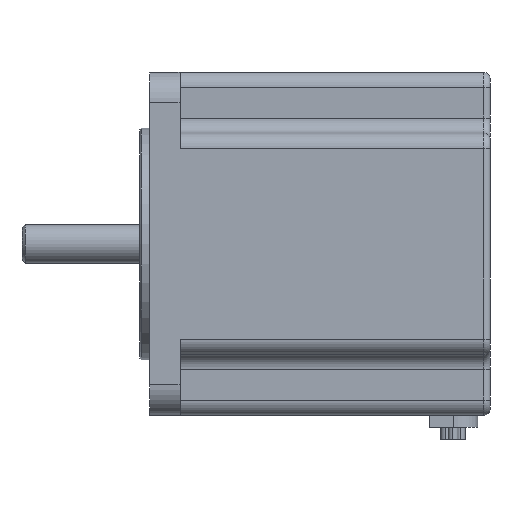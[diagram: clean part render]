
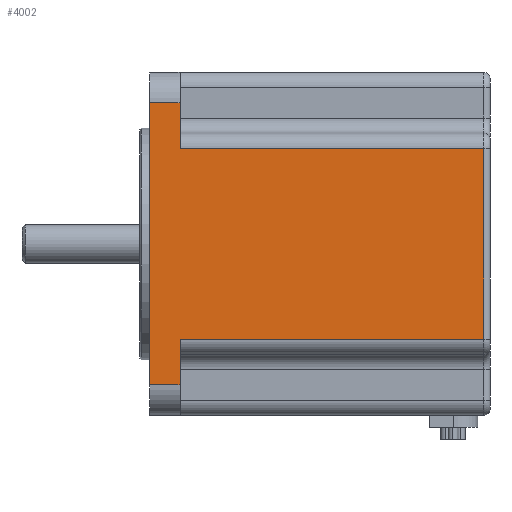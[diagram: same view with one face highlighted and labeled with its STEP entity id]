
A CAD part, left-side view. The second image highlights one B-rep face of the part: STEP entity #4002.
In plain terms, the highlighted planar face has unit normal (-1, 0, 0).
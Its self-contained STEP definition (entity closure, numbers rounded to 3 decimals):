
#19 = CARTESIAN_POINT ( 'NONE',  ( -28.2, 56., 23.2 ) ) ;
#49 = EDGE_CURVE ( 'NONE', #63, #2628, #764, .T. ) ;
#63 = VERTEX_POINT ( 'NONE', #822 ) ;
#276 = VECTOR ( 'NONE', #823, 1000. ) ;
#277 = CARTESIAN_POINT ( 'NONE',  ( -28.2, 51., -28.2 ) ) ;
#334 = CARTESIAN_POINT ( 'NONE',  ( -28.2, 56., 23.2 ) ) ;
#497 = VERTEX_POINT ( 'NONE', #798 ) ;
#508 = ORIENTED_EDGE ( 'NONE', *, *, #49, .T. ) ;
#550 = VERTEX_POINT ( 'NONE', #3895 ) ;
#730 = DIRECTION ( 'NONE',  ( 0., 0., 1. ) ) ;
#764 = LINE ( 'NONE', #2646, #2994 ) ;
#766 = AXIS2_PLACEMENT_3D ( 'NONE', #1438, #1830, #3010 ) ;
#798 = CARTESIAN_POINT ( 'NONE',  ( -28.2, 51., -23.2 ) ) ;
#822 = CARTESIAN_POINT ( 'NONE',  ( -28.2, 1., -15.7 ) ) ;
#823 = DIRECTION ( 'NONE',  ( 0., 0., -1. ) ) ;
#875 = PLANE ( 'NONE',  #766 ) ;
#905 = DIRECTION ( 'NONE',  ( 0., -1., 0. ) ) ;
#938 = EDGE_CURVE ( 'NONE', #3821, #497, #2236, .T. ) ;
#963 = DIRECTION ( 'NONE',  ( 0., 0., -1. ) ) ;
#1038 = LINE ( 'NONE', #19, #3535 ) ;
#1059 = ORIENTED_EDGE ( 'NONE', *, *, #3424, .T. ) ;
#1113 = CARTESIAN_POINT ( 'NONE',  ( -28.2, 56., 15.7 ) ) ;
#1165 = ORIENTED_EDGE ( 'NONE', *, *, #3083, .F. ) ;
#1422 = EDGE_LOOP ( 'NONE', ( #1059, #508, #2363, #1691, #1767, #1165, #3111, #1990 ) ) ;
#1438 = CARTESIAN_POINT ( 'NONE',  ( -28.2, 56., 23.2 ) ) ;
#1473 = VERTEX_POINT ( 'NONE', #2387 ) ;
#1512 = FACE_OUTER_BOUND ( 'NONE', #1422, .T. ) ;
#1529 = LINE ( 'NONE', #334, #1571 ) ;
#1549 = CARTESIAN_POINT ( 'NONE',  ( -28.2, 51., 23.2 ) ) ;
#1571 = VECTOR ( 'NONE', #730, 1000. ) ;
#1691 = ORIENTED_EDGE ( 'NONE', *, *, #3149, .F. ) ;
#1767 = ORIENTED_EDGE ( 'NONE', *, *, #3134, .F. ) ;
#1771 = DIRECTION ( 'NONE',  ( 0., 0., 1. ) ) ;
#1830 = DIRECTION ( 'NONE',  ( 1., 0., 0. ) ) ;
#1990 = ORIENTED_EDGE ( 'NONE', *, *, #3000, .F. ) ;
#1993 = DIRECTION ( 'NONE',  ( 0., 1., 0. ) ) ;
#2115 = VERTEX_POINT ( 'NONE', #1549 ) ;
#2120 = LINE ( 'NONE', #277, #276 ) ;
#2186 = DIRECTION ( 'NONE',  ( 0., -1., 0. ) ) ;
#2236 = LINE ( 'NONE', #2858, #3379 ) ;
#2363 = ORIENTED_EDGE ( 'NONE', *, *, #3954, .T. ) ;
#2387 = CARTESIAN_POINT ( 'NONE',  ( -28.2, 56., 23.2 ) ) ;
#2485 = VECTOR ( 'NONE', #2186, 1000. ) ;
#2540 = CARTESIAN_POINT ( 'NONE',  ( -28.2, 56., -23.2 ) ) ;
#2589 = CARTESIAN_POINT ( 'NONE',  ( -28.2, 51., 15.7 ) ) ;
#2628 = VERTEX_POINT ( 'NONE', #2889 ) ;
#2646 = CARTESIAN_POINT ( 'NONE',  ( -28.2, 1., 15.7 ) ) ;
#2752 = LINE ( 'NONE', #3388, #2485 ) ;
#2858 = CARTESIAN_POINT ( 'NONE',  ( -28.2, 56., -23.2 ) ) ;
#2889 = CARTESIAN_POINT ( 'NONE',  ( -28.2, 1., 15.7 ) ) ;
#2994 = VECTOR ( 'NONE', #1771, 1000. ) ;
#3000 = EDGE_CURVE ( 'NONE', #550, #497, #2120, .T. ) ;
#3010 = DIRECTION ( 'NONE',  ( 0., 0., -1. ) ) ;
#3083 = EDGE_CURVE ( 'NONE', #3821, #1473, #1529, .T. ) ;
#3111 = ORIENTED_EDGE ( 'NONE', *, *, #938, .T. ) ;
#3133 = VERTEX_POINT ( 'NONE', #2589 ) ;
#3134 = EDGE_CURVE ( 'NONE', #1473, #2115, #1038, .T. ) ;
#3149 = EDGE_CURVE ( 'NONE', #2115, #3133, #3846, .T. ) ;
#3176 = VECTOR ( 'NONE', #1993, 1000. ) ;
#3225 = CARTESIAN_POINT ( 'NONE',  ( -28.2, 51., 28.2 ) ) ;
#3379 = VECTOR ( 'NONE', #3787, 1000. ) ;
#3388 = CARTESIAN_POINT ( 'NONE',  ( -28.2, 56., -15.7 ) ) ;
#3424 = EDGE_CURVE ( 'NONE', #550, #63, #2752, .T. ) ;
#3535 = VECTOR ( 'NONE', #905, 1000. ) ;
#3728 = VECTOR ( 'NONE', #963, 1000. ) ;
#3787 = DIRECTION ( 'NONE',  ( 0., -1., 0. ) ) ;
#3821 = VERTEX_POINT ( 'NONE', #2540 ) ;
#3846 = LINE ( 'NONE', #3225, #3728 ) ;
#3895 = CARTESIAN_POINT ( 'NONE',  ( -28.2, 51., -15.7 ) ) ;
#3927 = LINE ( 'NONE', #1113, #3176 ) ;
#3954 = EDGE_CURVE ( 'NONE', #2628, #3133, #3927, .T. ) ;
#4002 = ADVANCED_FACE ( 'NONE', ( #1512 ), #875, .F. ) ;
